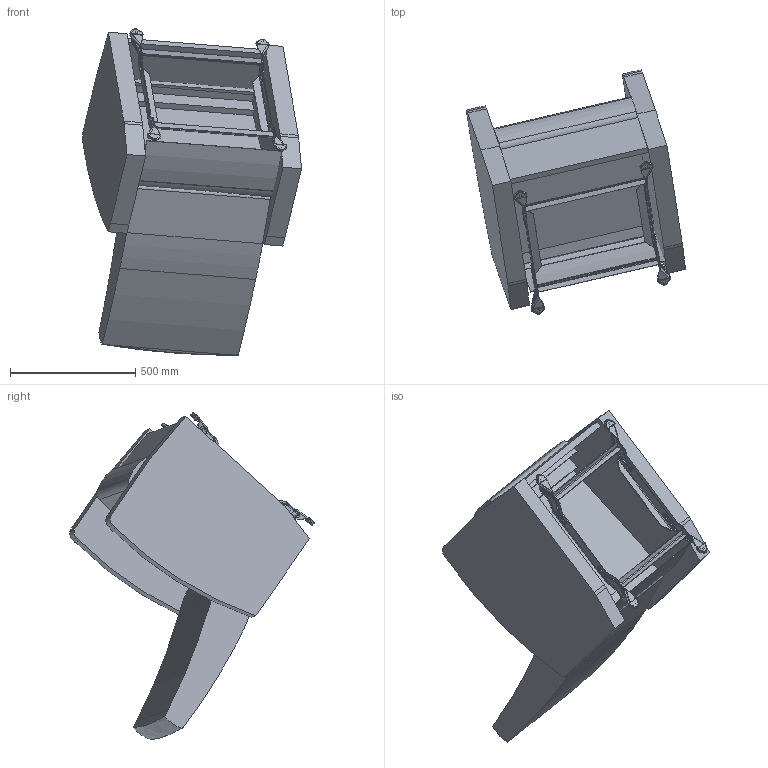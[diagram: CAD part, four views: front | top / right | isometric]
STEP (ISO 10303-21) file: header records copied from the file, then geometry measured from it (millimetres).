
FILE_DESCRIPTION(/* description */ (''),/* implementation_level */ '2;1');
FILE_NAME(/* name */ 'E1716F.stp',/* time_stamp */ '2019-05-23T11:04:03-04:00',/* author */ ('emehringer'),/* organization */ (''),/* preprocessor_version */ 'ST-DEVELOPER v16.13',/* originating_system */ 'Autodesk Inventor 2018',/* authorisation */ '');
FILE_SCHEMA (('AUTOMOTIVE_DESIGN { 1 0 10303 214 3 1 1 }'));
Products named in the file (8): E1716F; UBACK E1034; USEAT 1304; H1010 UBACK COVER; MECH 1716 generic; 1716 PLATFORM generic; E1304 UARM; UFRONT E1716
Assembly tree (8 placements, depth 3):
  E1716F
    UBACK E1034
    USEAT 1304
    H1010 UBACK COVER
    MECH 1716 generic
      1716 PLATFORM generic
    E1304 UARM  x2
    UFRONT E1716
Bounding box: 874.94 x 975.99 x 1303.95 mm (x, y, z)
Volume: 146043389.9 mm3; surface area: 4943480.8 mm2
Topology: 7 solids, 7 shells, 1241 faces, 3322 edges, 2027 vertices
Faces by surface type: cylinder 554, plane 379, bspline 132, torus 128, sphere 48
Entity records: 47170 total; most frequent: CARTESIAN_POINT 15487, ORIENTED_EDGE 6474, DIRECTION 6416, EDGE_CURVE 3237, AXIS2_PLACEMENT_3D 2401, VERTEX_POINT 2005, LINE 1614, VECTOR 1614
